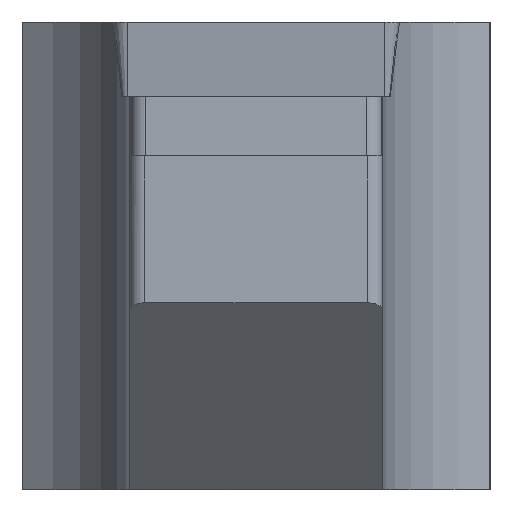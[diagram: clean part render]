
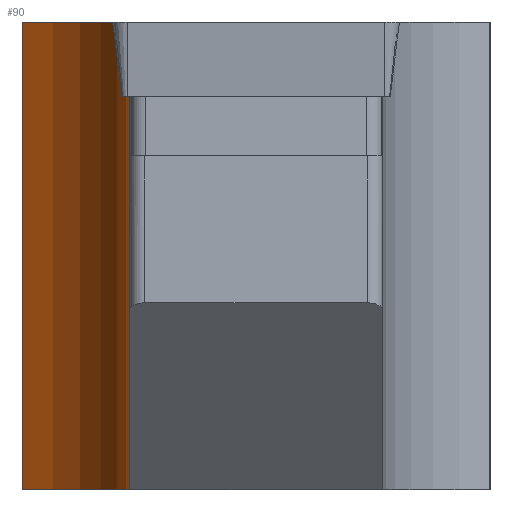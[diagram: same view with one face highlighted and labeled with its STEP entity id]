
A CAD part, left-side view. The second image highlights one B-rep face of the part: STEP entity #90.
In plain terms, the highlighted cylindrical face has radius 12.5 mm (diameter 25 mm), a partial arc.
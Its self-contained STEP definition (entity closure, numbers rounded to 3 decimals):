
#90=ADVANCED_FACE('',(#126),#107,.F.);
#107=CYLINDRICAL_SURFACE('',#619,12.5);
#126=FACE_OUTER_BOUND('',#156,.T.);
#156=EDGE_LOOP('',(#380,#381,#382,#383));
#198=LINE('',#884,#254);
#207=LINE('',#906,#263);
#254=VECTOR('',#713,1.);
#263=VECTOR('',#732,1.);
#380=ORIENTED_EDGE('',*,*,#545,.F.);
#381=ORIENTED_EDGE('',*,*,#530,.F.);
#382=ORIENTED_EDGE('',*,*,#535,.F.);
#383=ORIENTED_EDGE('',*,*,#541,.F.);
#465=VERTEX_POINT('',#877);
#467=VERTEX_POINT('',#883);
#471=VERTEX_POINT('',#893);
#474=VERTEX_POINT('',#904);
#530=EDGE_CURVE('',#467,#465,#198,.T.);
#535=EDGE_CURVE('',#471,#467,#575,.T.);
#541=EDGE_CURVE('',#474,#471,#207,.T.);
#545=EDGE_CURVE('',#465,#474,#576,.T.);
#575=CIRCLE('',#609,12.5);
#576=CIRCLE('',#614,12.5);
#609=AXIS2_PLACEMENT_3D('',#894,#721,#722);
#614=AXIS2_PLACEMENT_3D('',#912,#740,#741);
#619=AXIS2_PLACEMENT_3D('',#917,#750,#751);
#713=DIRECTION('',(0.,0.,-1.));
#721=DIRECTION('',(0.,0.,-1.));
#722=DIRECTION('',(1.,0.,0.));
#732=DIRECTION('',(0.,0.,1.));
#740=DIRECTION('',(0.,0.,1.));
#741=DIRECTION('',(1.,0.,0.));
#750=DIRECTION('',(0.,0.,1.));
#751=DIRECTION('',(1.,0.,0.));
#877=CARTESIAN_POINT('',(37.5,-5.754,-25.));
#883=CARTESIAN_POINT('',(37.5,-5.754,0.));
#884=CARTESIAN_POINT('',(37.5,-5.754,-30.));
#893=CARTESIAN_POINT('',(48.023,0.,0.));
#894=CARTESIAN_POINT('',(37.5,6.746,0.));
#904=CARTESIAN_POINT('',(48.023,0.,-25.));
#906=CARTESIAN_POINT('',(48.023,0.,-30.));
#912=CARTESIAN_POINT('',(37.5,6.746,-25.));
#917=CARTESIAN_POINT('',(37.5,6.746,-30.));
